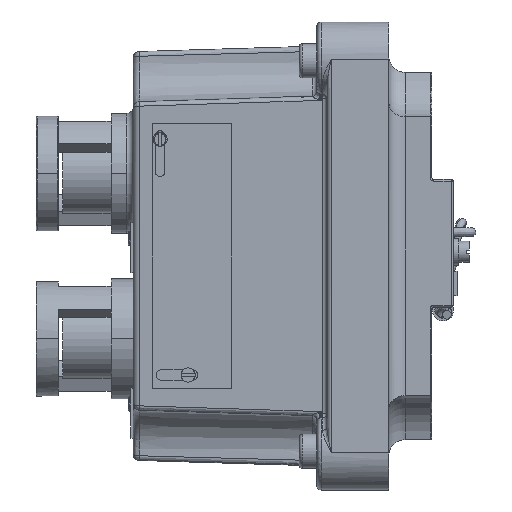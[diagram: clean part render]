
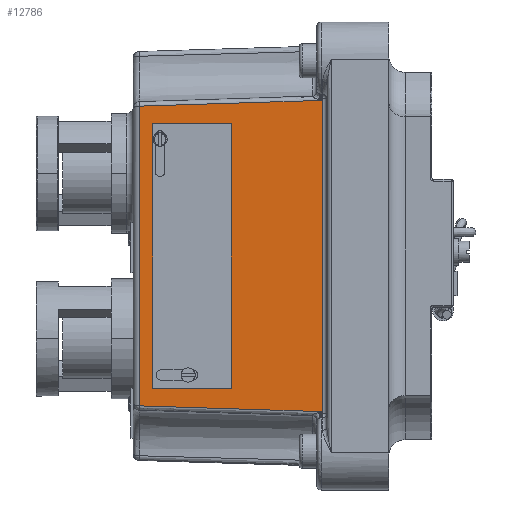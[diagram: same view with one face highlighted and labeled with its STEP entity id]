
A CAD part, left-side view. The second image highlights one B-rep face of the part: STEP entity #12786.
In plain terms, the highlighted planar face has unit normal (-1, 0.03, 0).
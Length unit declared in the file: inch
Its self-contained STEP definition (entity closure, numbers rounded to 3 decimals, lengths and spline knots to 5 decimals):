
#22 = EDGE_CURVE ( 'NONE', #23779, #8132, #36308, .T. ) ;
#954 = LINE ( 'NONE', #2151, #16431 ) ;
#1487 = EDGE_LOOP ( 'NONE', ( #19822, #29543, #31820, #35513, #14749, #7185, #17967, #25782, #14783, #31177 ) ) ;
#1729 = ORIENTED_EDGE ( 'NONE', *, *, #29005, .F. ) ;
#2002 = EDGE_CURVE ( 'NONE', #34277, #37649, #35372, .T. ) ;
#2151 = CARTESIAN_POINT ( 'NONE',  ( -1.46458, 2.6776, -1.5 ) ) ;
#2630 = VERTEX_POINT ( 'NONE', #18452 ) ;
#3679 = CARTESIAN_POINT ( 'NONE',  ( -1.52305, 0.76377, 1.78892 ) ) ;
#3727 = CARTESIAN_POINT ( 'NONE',  ( -1.46001, 2.82729, -1.70024 ) ) ;
#5067 = DIRECTION ( 'NONE',  ( 0., 0., 1. ) ) ;
#5319 = CARTESIAN_POINT ( 'NONE',  ( -1.49176, 1.78801, -1.5 ) ) ;
#5494 = CARTESIAN_POINT ( 'NONE',  ( -1.50198, 1.4536, -1.74219 ) ) ;
#6223 = EDGE_CURVE ( 'NONE', #37649, #35759, #8661, .T. ) ;
#6787 = B_SPLINE_CURVE_WITH_KNOTS ( 'NONE', 3,
 ( #33034, #12769, #35968, #18589 ),
 .UNSPECIFIED., .F., .F.,
 ( 4, 4 ),
 ( -0.00123, 0.05115 ),
 .UNSPECIFIED. ) ;
#7185 = ORIENTED_EDGE ( 'NONE', *, *, #6223, .T. ) ;
#8132 = VERTEX_POINT ( 'NONE', #33795 ) ;
#8265 = DIRECTION ( 'NONE',  ( 0., 0., -1. ) ) ;
#8388 = VERTEX_POINT ( 'NONE', #29344 ) ;
#8516 = CARTESIAN_POINT ( 'NONE',  ( -1.49176, 1.78801, -1.5 ) ) ;
#8661 = B_SPLINE_CURVE_WITH_KNOTS ( 'NONE', 3,
 ( #3679, #26877, #12451, #32737 ),
 .UNSPECIFIED., .F., .F.,
 ( 4, 4 ),
 ( 0., 0.00008 ),
 .UNSPECIFIED. ) ;
#8856 = CARTESIAN_POINT ( 'NONE',  ( -1.46001, 2.82729, -1.70024 ) ) ;
#8928 = FACE_OUTER_BOUND ( 'NONE', #1487, .T. ) ;
#9090 = CARTESIAN_POINT ( 'NONE',  ( -1.48099, 2.14043, -1.72064 ) ) ;
#9567 = VECTOR ( 'NONE', #25795, 39.37008 ) ;
#11245 = CARTESIAN_POINT ( 'NONE',  ( -1.46458, 2.6776, 1.5 ) ) ;
#11643 = PLANE ( 'NONE',  #25413 ) ;
#12451 = CARTESIAN_POINT ( 'NONE',  ( -1.52299, 0.76581, 1.78892 ) ) ;
#12769 = CARTESIAN_POINT ( 'NONE',  ( -1.50198, 1.4536, 1.74219 ) ) ;
#12786 = ADVANCED_FACE ( 'NONE', ( #8928, #30236 ), #11643, .T. ) ;
#12856 = LINE ( 'NONE', #23964, #35071 ) ;
#13455 = ORIENTED_EDGE ( 'NONE', *, *, #21782, .F. ) ;
#14198 = VERTEX_POINT ( 'NONE', #17101 ) ;
#14692 = CARTESIAN_POINT ( 'NONE',  ( -1.525, 0.7, -2.235 ) ) ;
#14697 = VERTEX_POINT ( 'NONE', #19849 ) ;
#14719 = CARTESIAN_POINT ( 'NONE',  ( -1.52305, 0.76377, 1.78892 ) ) ;
#14749 = ORIENTED_EDGE ( 'NONE', *, *, #2002, .T. ) ;
#14783 = ORIENTED_EDGE ( 'NONE', *, *, #37455, .T. ) ;
#15127 = CARTESIAN_POINT ( 'NONE',  ( -1.52296, 0.76683, -1.78894 ) ) ;
#15438 = B_SPLINE_CURVE_WITH_KNOTS ( 'NONE', 3,
 ( #34621, #31740, #37546, #20172 ),
 .UNSPECIFIED., .F., .F.,
 ( 4, 4 ),
 ( 0., 0.00008 ),
 .UNSPECIFIED. ) ;
#15499 = CARTESIAN_POINT ( 'NONE',  ( -1.52352, 0.74847, 1.78908 ) ) ;
#15809 = CARTESIAN_POINT ( 'NONE',  ( -1.52336, 0.75357, -1.78902 ) ) ;
#15917 = EDGE_CURVE ( 'NONE', #8132, #21562, #24070, .T. ) ;
#16431 = VECTOR ( 'NONE', #22463, 39.37008 ) ;
#16828 = CARTESIAN_POINT ( 'NONE',  ( -1.52296, 0.76683, 1.78894 ) ) ;
#17101 = CARTESIAN_POINT ( 'NONE',  ( -1.52352, 0.74847, -1.78908 ) ) ;
#17321 = CARTESIAN_POINT ( 'NONE',  ( -1.52296, 0.76683, -1.82623 ) ) ;
#17358 = ORIENTED_EDGE ( 'NONE', *, *, #36075, .F. ) ;
#17605 = DIRECTION ( 'NONE',  ( -0.031, -1., 0. ) ) ;
#17667 = LINE ( 'NONE', #32500, #32180 ) ;
#17967 = ORIENTED_EDGE ( 'NONE', *, *, #26637, .T. ) ;
#18451 = VECTOR ( 'NONE', #8265, 39.37008 ) ;
#18452 = CARTESIAN_POINT ( 'NONE',  ( -1.46001, 2.82729, 1.70024 ) ) ;
#18589 = CARTESIAN_POINT ( 'NONE',  ( -1.46001, 2.82729, 1.70024 ) ) ;
#19476 = VECTOR ( 'NONE', #5067, 39.37008 ) ;
#19822 = ORIENTED_EDGE ( 'NONE', *, *, #15917, .T. ) ;
#19849 = CARTESIAN_POINT ( 'NONE',  ( -1.46458, 2.6776, -1.5 ) ) ;
#19947 = VERTEX_POINT ( 'NONE', #8516 ) ;
#20172 = CARTESIAN_POINT ( 'NONE',  ( -1.52305, 0.76377, -1.78892 ) ) ;
#21562 = VERTEX_POINT ( 'NONE', #15127 ) ;
#21782 = EDGE_CURVE ( 'NONE', #19947, #29277, #27169, .T. ) ;
#22463 = DIRECTION ( 'NONE',  ( -0.031, -1., 0. ) ) ;
#22822 = CARTESIAN_POINT ( 'NONE',  ( -1.46458, 2.6776, -1.5 ) ) ;
#23699 = DIRECTION ( 'NONE',  ( 0., 0., 1. ) ) ;
#23779 = VERTEX_POINT ( 'NONE', #8856 ) ;
#23964 = CARTESIAN_POINT ( 'NONE',  ( -1.52296, 0.76683, -2.235 ) ) ;
#24070 = LINE ( 'NONE', #17321, #9567 ) ;
#24156 = VERTEX_POINT ( 'NONE', #11245 ) ;
#24577 = CARTESIAN_POINT ( 'NONE',  ( -1.52305, 0.76377, -1.78892 ) ) ;
#25395 = EDGE_CURVE ( 'NONE', #29277, #24156, #26566, .T. ) ;
#25413 = AXIS2_PLACEMENT_3D ( 'NONE', #14692, #34966, #17605 ) ;
#25782 = ORIENTED_EDGE ( 'NONE', *, *, #33276, .T. ) ;
#25795 = DIRECTION ( 'NONE',  ( 0., 0., -1. ) ) ;
#26228 = CARTESIAN_POINT ( 'NONE',  ( -1.52336, 0.75357, 1.78902 ) ) ;
#26566 = LINE ( 'NONE', #26932, #33388 ) ;
#26637 = EDGE_CURVE ( 'NONE', #35759, #8388, #12856, .T. ) ;
#26877 = CARTESIAN_POINT ( 'NONE',  ( -1.52302, 0.76479, 1.78891 ) ) ;
#26932 = CARTESIAN_POINT ( 'NONE',  ( -1.46458, 2.6776, 1.5 ) ) ;
#27169 = LINE ( 'NONE', #5319, #19476 ) ;
#27394 = EDGE_LOOP ( 'NONE', ( #17358, #1729, #27852, #13455 ) ) ;
#27594 = CARTESIAN_POINT ( 'NONE',  ( -1.52305, 0.76377, 1.78892 ) ) ;
#27852 = ORIENTED_EDGE ( 'NONE', *, *, #25395, .F. ) ;
#28891 = CARTESIAN_POINT ( 'NONE',  ( -1.52352, 0.74847, 1.78908 ) ) ;
#29005 = EDGE_CURVE ( 'NONE', #24156, #14697, #33858, .T. ) ;
#29151 = EDGE_CURVE ( 'NONE', #21562, #34316, #15438, .T. ) ;
#29277 = VERTEX_POINT ( 'NONE', #35500 ) ;
#29344 = CARTESIAN_POINT ( 'NONE',  ( -1.52296, 0.76683, 1.76543 ) ) ;
#29510 = CARTESIAN_POINT ( 'NONE',  ( -1.52352, 0.74847, 1.82708 ) ) ;
#29543 = ORIENTED_EDGE ( 'NONE', *, *, #29151, .T. ) ;
#29661 = DIRECTION ( 'NONE',  ( 0., 0., -1. ) ) ;
#29874 = DIRECTION ( 'NONE',  ( 0.031, 1., 0. ) ) ;
#30108 = LINE ( 'NONE', #29510, #31022 ) ;
#30113 = CARTESIAN_POINT ( 'NONE',  ( -1.52296, 0.76683, -1.76543 ) ) ;
#30236 = FACE_BOUND ( 'NONE', #27394, .T. ) ;
#30246 = CARTESIAN_POINT ( 'NONE',  ( -1.52305, 0.76377, -1.78892 ) ) ;
#30958 =( BOUNDED_CURVE ( )  B_SPLINE_CURVE ( 3, ( #30246, #33160, #15809, #36100 ),
 .UNSPECIFIED., .F., .F. ) 
 B_SPLINE_CURVE_WITH_KNOTS ( ( 4, 4 ),
 ( 5.0328, 5.03384 ),
 .UNSPECIFIED. ) 
 CURVE ( )  GEOMETRIC_REPRESENTATION_ITEM ( )  RATIONAL_B_SPLINE_CURVE ( ( 1., 1., 1., 1. ) ) 
 REPRESENTATION_ITEM ( '' )  );
#31022 = VECTOR ( 'NONE', #23699, 39.37008 ) ;
#31177 = ORIENTED_EDGE ( 'NONE', *, *, #22, .T. ) ;
#31740 = CARTESIAN_POINT ( 'NONE',  ( -1.52299, 0.76581, -1.78892 ) ) ;
#31820 = ORIENTED_EDGE ( 'NONE', *, *, #33307, .T. ) ;
#32087 = CARTESIAN_POINT ( 'NONE',  ( -1.52321, 0.75867, 1.78897 ) ) ;
#32180 = VECTOR ( 'NONE', #32598, 39.37008 ) ;
#32500 = CARTESIAN_POINT ( 'NONE',  ( -1.46001, 2.82729, -1.74889 ) ) ;
#32598 = DIRECTION ( 'NONE',  ( 0., 0., -1. ) ) ;
#32737 = CARTESIAN_POINT ( 'NONE',  ( -1.52296, 0.76683, 1.78894 ) ) ;
#33034 = CARTESIAN_POINT ( 'NONE',  ( -1.52296, 0.76683, 1.76543 ) ) ;
#33160 = CARTESIAN_POINT ( 'NONE',  ( -1.52321, 0.75867, -1.78897 ) ) ;
#33276 = EDGE_CURVE ( 'NONE', #8388, #2630, #6787, .T. ) ;
#33307 = EDGE_CURVE ( 'NONE', #34316, #14198, #30958, .T. ) ;
#33388 = VECTOR ( 'NONE', #29874, 39.37008 ) ;
#33795 = CARTESIAN_POINT ( 'NONE',  ( -1.52296, 0.76683, -1.76543 ) ) ;
#33858 = LINE ( 'NONE', #22822, #18451 ) ;
#34277 = VERTEX_POINT ( 'NONE', #15499 ) ;
#34316 = VERTEX_POINT ( 'NONE', #24577 ) ;
#34621 = CARTESIAN_POINT ( 'NONE',  ( -1.52296, 0.76683, -1.78894 ) ) ;
#34966 = DIRECTION ( 'NONE',  ( -1., 0.031, 0. ) ) ;
#35071 = VECTOR ( 'NONE', #29661, 39.37008 ) ;
#35372 =( BOUNDED_CURVE ( )  B_SPLINE_CURVE ( 3, ( #28891, #26228, #32087, #14719 ),
 .UNSPECIFIED., .F., .F. ) 
 B_SPLINE_CURVE_WITH_KNOTS ( ( 4, 4 ),
 ( 1.24934, 1.25039 ),
 .UNSPECIFIED. ) 
 CURVE ( )  GEOMETRIC_REPRESENTATION_ITEM ( )  RATIONAL_B_SPLINE_CURVE ( ( 1., 1., 1., 1. ) ) 
 REPRESENTATION_ITEM ( '' )  );
#35500 = CARTESIAN_POINT ( 'NONE',  ( -1.49176, 1.78801, 1.5 ) ) ;
#35513 = ORIENTED_EDGE ( 'NONE', *, *, #35547, .T. ) ;
#35547 = EDGE_CURVE ( 'NONE', #14198, #34277, #30108, .T. ) ;
#35759 = VERTEX_POINT ( 'NONE', #16828 ) ;
#35968 = CARTESIAN_POINT ( 'NONE',  ( -1.48099, 2.14043, 1.72064 ) ) ;
#36075 = EDGE_CURVE ( 'NONE', #14697, #19947, #954, .T. ) ;
#36100 = CARTESIAN_POINT ( 'NONE',  ( -1.52352, 0.74847, -1.78908 ) ) ;
#36308 = B_SPLINE_CURVE_WITH_KNOTS ( 'NONE', 3,
 ( #3727, #9090, #5494, #30113 ),
 .UNSPECIFIED., .F., .F.,
 ( 4, 4 ),
 ( 0., 0.05239 ),
 .UNSPECIFIED. ) ;
#37455 = EDGE_CURVE ( 'NONE', #2630, #23779, #17667, .T. ) ;
#37546 = CARTESIAN_POINT ( 'NONE',  ( -1.52302, 0.76479, -1.78891 ) ) ;
#37649 = VERTEX_POINT ( 'NONE', #27594 ) ;
